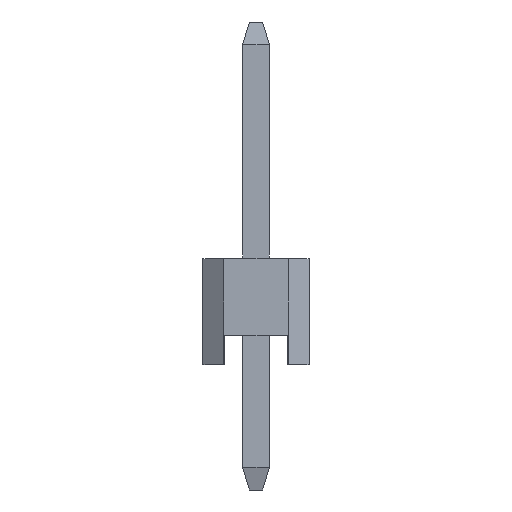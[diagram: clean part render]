
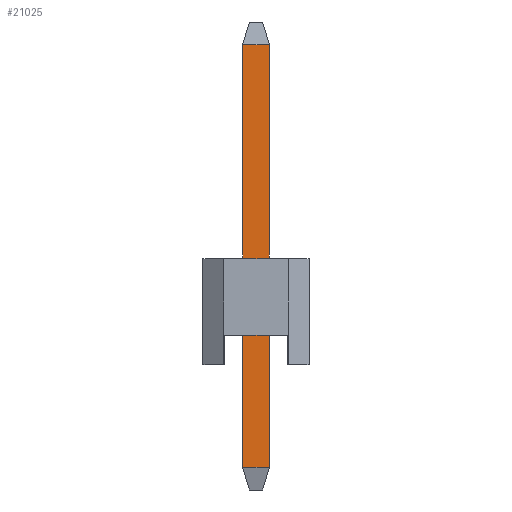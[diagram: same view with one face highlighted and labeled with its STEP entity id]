
A CAD part, left-side view. The second image highlights one B-rep face of the part: STEP entity #21025.
In plain terms, the highlighted planar face has unit normal (-1, 0, 0).
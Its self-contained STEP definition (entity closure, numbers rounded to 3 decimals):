
#20619 = B_SPLINE_SURFACE_WITH_KNOTS('',1,1,(
    (#20620,#20621)
    ,(#20622,#20623
    )),.UNSPECIFIED.,.F.,.F.,.F.,(2,2),(2,2),(0.,0.64),(0.,1.),
  .PIECEWISE_BEZIER_KNOTS.);
#20620 = CARTESIAN_POINT('',(-0.32,-0.32,-2.454));
#20621 = CARTESIAN_POINT('',(-0.16,-0.16,-3.));
#20622 = CARTESIAN_POINT('',(-0.32,0.32,-2.454));
#20623 = CARTESIAN_POINT('',(-0.16,0.16,-3.));
#20634 = VERTEX_POINT('',#20635);
#20635 = CARTESIAN_POINT('',(-0.32,0.32,-2.454));
#20651 = PLANE('',#20652);
#20652 = AXIS2_PLACEMENT_3D('',#20653,#20654,#20655);
#20653 = CARTESIAN_POINT('',(-0.32,0.32,-2.454));
#20654 = DIRECTION('',(0.,1.,0.));
#20655 = DIRECTION('',(1.,0.,0.));
#20761 = VERTEX_POINT('',#20762);
#20762 = CARTESIAN_POINT('',(-0.32,-0.32,-2.454));
#20776 = PLANE('',#20777);
#20777 = AXIS2_PLACEMENT_3D('',#20778,#20779,#20780);
#20778 = CARTESIAN_POINT('',(0.32,-0.32,-2.454));
#20779 = DIRECTION('',(0.,-1.,0.));
#20780 = DIRECTION('',(-1.,0.,0.));
#20813 = EDGE_CURVE('',#20761,#20634,#20814,.T.);
#20814 = SURFACE_CURVE('',#20815,(#20819,#20826),.PCURVE_S1.);
#20815 = LINE('',#20816,#20817);
#20816 = CARTESIAN_POINT('',(-0.32,-0.32,-2.454));
#20817 = VECTOR('',#20818,1.);
#20818 = DIRECTION('',(0.,1.,0.));
#20819 = PCURVE('',#20619,#20820);
#20820 = DEFINITIONAL_REPRESENTATION('',(#20821),#20825);
#20821 = LINE('',#20822,#20823);
#20822 = CARTESIAN_POINT('',(0.,0.));
#20823 = VECTOR('',#20824,1.);
#20824 = DIRECTION('',(1.,0.));
#20825 = ( GEOMETRIC_REPRESENTATION_CONTEXT(2) 
PARAMETRIC_REPRESENTATION_CONTEXT() REPRESENTATION_CONTEXT('2D SPACE',''
  ) );
#20826 = PCURVE('',#20827,#20832);
#20827 = PLANE('',#20828);
#20828 = AXIS2_PLACEMENT_3D('',#20829,#20830,#20831);
#20829 = CARTESIAN_POINT('',(-0.32,-0.32,-2.454));
#20830 = DIRECTION('',(-1.,0.,0.));
#20831 = DIRECTION('',(0.,1.,0.));
#20832 = DEFINITIONAL_REPRESENTATION('',(#20833),#20837);
#20833 = LINE('',#20834,#20835);
#20834 = CARTESIAN_POINT('',(0.,0.));
#20835 = VECTOR('',#20836,1.);
#20836 = DIRECTION('',(1.,0.));
#20837 = ( GEOMETRIC_REPRESENTATION_CONTEXT(2) 
PARAMETRIC_REPRESENTATION_CONTEXT() REPRESENTATION_CONTEXT('2D SPACE',''
  ) );
#20845 = EDGE_CURVE('',#20634,#20846,#20848,.T.);
#20846 = VERTEX_POINT('',#20847);
#20847 = CARTESIAN_POINT('',(-0.32,0.32,7.654));
#20848 = SURFACE_CURVE('',#20849,(#20853,#20860),.PCURVE_S1.);
#20849 = LINE('',#20850,#20851);
#20850 = CARTESIAN_POINT('',(-0.32,0.32,-2.454));
#20851 = VECTOR('',#20852,1.);
#20852 = DIRECTION('',(0.,0.,1.));
#20853 = PCURVE('',#20651,#20854);
#20854 = DEFINITIONAL_REPRESENTATION('',(#20855),#20859);
#20855 = LINE('',#20856,#20857);
#20856 = CARTESIAN_POINT('',(0.,0.));
#20857 = VECTOR('',#20858,1.);
#20858 = DIRECTION('',(0.,-1.));
#20859 = ( GEOMETRIC_REPRESENTATION_CONTEXT(2) 
PARAMETRIC_REPRESENTATION_CONTEXT() REPRESENTATION_CONTEXT('2D SPACE',''
  ) );
#20860 = PCURVE('',#20827,#20861);
#20861 = DEFINITIONAL_REPRESENTATION('',(#20862),#20866);
#20862 = LINE('',#20863,#20864);
#20863 = CARTESIAN_POINT('',(0.64,0.));
#20864 = VECTOR('',#20865,1.);
#20865 = DIRECTION('',(0.,-1.));
#20866 = ( GEOMETRIC_REPRESENTATION_CONTEXT(2) 
PARAMETRIC_REPRESENTATION_CONTEXT() REPRESENTATION_CONTEXT('2D SPACE',''
  ) );
#20977 = VERTEX_POINT('',#20978);
#20978 = CARTESIAN_POINT('',(-0.32,-0.32,7.654));
#21004 = EDGE_CURVE('',#20761,#20977,#21005,.T.);
#21005 = SURFACE_CURVE('',#21006,(#21010,#21017),.PCURVE_S1.);
#21006 = LINE('',#21007,#21008);
#21007 = CARTESIAN_POINT('',(-0.32,-0.32,-2.454));
#21008 = VECTOR('',#21009,1.);
#21009 = DIRECTION('',(0.,0.,1.));
#21010 = PCURVE('',#20776,#21011);
#21011 = DEFINITIONAL_REPRESENTATION('',(#21012),#21016);
#21012 = LINE('',#21013,#21014);
#21013 = CARTESIAN_POINT('',(0.64,0.));
#21014 = VECTOR('',#21015,1.);
#21015 = DIRECTION('',(0.,-1.));
#21016 = ( GEOMETRIC_REPRESENTATION_CONTEXT(2) 
PARAMETRIC_REPRESENTATION_CONTEXT() REPRESENTATION_CONTEXT('2D SPACE',''
  ) );
#21017 = PCURVE('',#20827,#21018);
#21018 = DEFINITIONAL_REPRESENTATION('',(#21019),#21023);
#21019 = LINE('',#21020,#21021);
#21020 = CARTESIAN_POINT('',(0.,0.));
#21021 = VECTOR('',#21022,1.);
#21022 = DIRECTION('',(0.,-1.));
#21023 = ( GEOMETRIC_REPRESENTATION_CONTEXT(2) 
PARAMETRIC_REPRESENTATION_CONTEXT() REPRESENTATION_CONTEXT('2D SPACE',''
  ) );
#21025 = ADVANCED_FACE('',(#21026),#20827,.T.);
#21026 = FACE_BOUND('',#21027,.T.);
#21027 = EDGE_LOOP('',(#21028,#21029,#21055,#21056));
#21028 = ORIENTED_EDGE('',*,*,#21004,.T.);
#21029 = ORIENTED_EDGE('',*,*,#21030,.T.);
#21030 = EDGE_CURVE('',#20977,#20846,#21031,.T.);
#21031 = SURFACE_CURVE('',#21032,(#21036,#21043),.PCURVE_S1.);
#21032 = LINE('',#21033,#21034);
#21033 = CARTESIAN_POINT('',(-0.32,-0.32,7.654));
#21034 = VECTOR('',#21035,1.);
#21035 = DIRECTION('',(0.,1.,0.));
#21036 = PCURVE('',#20827,#21037);
#21037 = DEFINITIONAL_REPRESENTATION('',(#21038),#21042);
#21038 = LINE('',#21039,#21040);
#21039 = CARTESIAN_POINT('',(0.,-10.108));
#21040 = VECTOR('',#21041,1.);
#21041 = DIRECTION('',(1.,0.));
#21042 = ( GEOMETRIC_REPRESENTATION_CONTEXT(2) 
PARAMETRIC_REPRESENTATION_CONTEXT() REPRESENTATION_CONTEXT('2D SPACE',''
  ) );
#21043 = PCURVE('',#21044,#21049);
#21044 = B_SPLINE_SURFACE_WITH_KNOTS('',1,1,(
    (#21045,#21046)
    ,(#21047,#21048
    )),.UNSPECIFIED.,.F.,.F.,.F.,(2,2),(2,2),(0.,0.64),(0.,1.),
  .PIECEWISE_BEZIER_KNOTS.);
#21045 = CARTESIAN_POINT('',(-0.32,-0.32,7.654));
#21046 = CARTESIAN_POINT('',(-0.16,-0.16,8.2));
#21047 = CARTESIAN_POINT('',(-0.32,0.32,7.654));
#21048 = CARTESIAN_POINT('',(-0.16,0.16,8.2));
#21049 = DEFINITIONAL_REPRESENTATION('',(#21050),#21054);
#21050 = LINE('',#21051,#21052);
#21051 = CARTESIAN_POINT('',(0.,0.));
#21052 = VECTOR('',#21053,1.);
#21053 = DIRECTION('',(1.,0.));
#21054 = ( GEOMETRIC_REPRESENTATION_CONTEXT(2) 
PARAMETRIC_REPRESENTATION_CONTEXT() REPRESENTATION_CONTEXT('2D SPACE',''
  ) );
#21055 = ORIENTED_EDGE('',*,*,#20845,.F.);
#21056 = ORIENTED_EDGE('',*,*,#20813,.F.);
